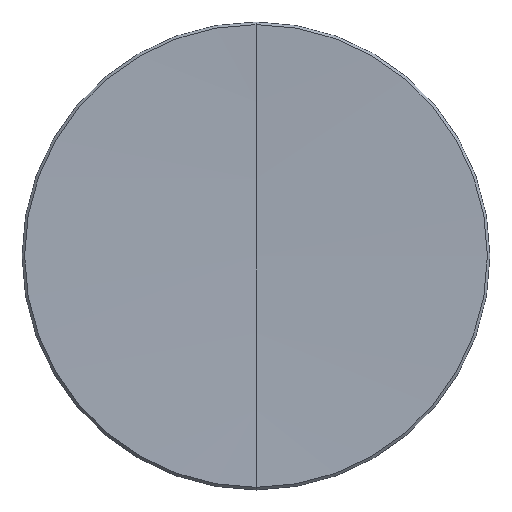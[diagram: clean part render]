
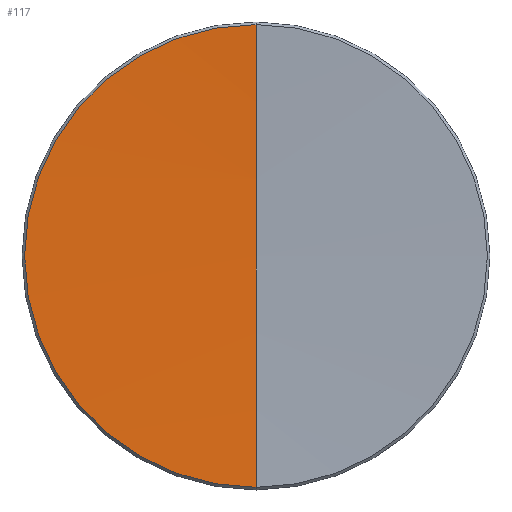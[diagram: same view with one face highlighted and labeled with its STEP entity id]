
A CAD part, top view. The second image highlights one B-rep face of the part: STEP entity #117.
In plain terms, the highlighted spherical face has radius 330.6 mm.
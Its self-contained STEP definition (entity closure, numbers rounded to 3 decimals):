
#21 = EDGE_LOOP ( 'NONE', ( #24, #29, #26 ) ) ;
#24 = ORIENTED_EDGE ( 'NONE', *, *, #102, .F. ) ;
#26 = ORIENTED_EDGE ( 'NONE', *, *, #38, .F. ) ;
#29 = ORIENTED_EDGE ( 'NONE', *, *, #51, .T. ) ;
#38 = EDGE_CURVE ( 'NONE', #77, #42, #168, .T. ) ;
#42 = VERTEX_POINT ( 'NONE', #164 ) ;
#46 = VERTEX_POINT ( 'NONE', #202 ) ;
#51 = EDGE_CURVE ( 'NONE', #46, #42, #288, .T. ) ;
#77 = VERTEX_POINT ( 'NONE', #243 ) ;
#102 = EDGE_CURVE ( 'NONE', #46, #77, #362, .T. ) ;
#117 = ADVANCED_FACE ( 'NONE', ( #413 ), #331, .F. ) ;
#164 = CARTESIAN_POINT ( 'NONE',  ( 0., 0., 1.3 ) ) ;
#167 = AXIS2_PLACEMENT_3D ( 'NONE', #198, #197, #173 ) ;
#168 = CIRCLE ( 'NONE', #167, 330.6 ) ;
#173 = DIRECTION ( 'NONE',  ( 0., 0., 1. ) ) ;
#197 = DIRECTION ( 'NONE',  ( -1., 0., 0. ) ) ;
#198 = CARTESIAN_POINT ( 'NONE',  ( 0., 0., 331.9 ) ) ;
#202 = CARTESIAN_POINT ( 'NONE',  ( 0., -12.559, 1.539 ) ) ;
#243 = CARTESIAN_POINT ( 'NONE',  ( 0., 12.559, 1.539 ) ) ;
#252 = DIRECTION ( 'NONE',  ( 1., 0., 0. ) ) ;
#253 = CARTESIAN_POINT ( 'NONE',  ( 0., 0., 331.9 ) ) ;
#254 = AXIS2_PLACEMENT_3D ( 'NONE', #253, #252, #263 ) ;
#263 = DIRECTION ( 'NONE',  ( 0., 1., 0. ) ) ;
#288 = CIRCLE ( 'NONE', #254, 330.6 ) ;
#330 = AXIS2_PLACEMENT_3D ( 'NONE', #357, #356, #355 ) ;
#331 = SPHERICAL_SURFACE ( 'NONE', #330, 330.6 ) ;
#355 = DIRECTION ( 'NONE',  ( 0., 1., 0. ) ) ;
#356 = DIRECTION ( 'NONE',  ( 1., 0., 0. ) ) ;
#357 = CARTESIAN_POINT ( 'NONE',  ( 0., 0., 331.9 ) ) ;
#358 = DIRECTION ( 'NONE',  ( 0., 1., 0. ) ) ;
#359 = DIRECTION ( 'NONE',  ( 0., 0., -1. ) ) ;
#360 = CARTESIAN_POINT ( 'NONE',  ( 0., 0., 1.539 ) ) ;
#361 = AXIS2_PLACEMENT_3D ( 'NONE', #360, #359, #358 ) ;
#362 = CIRCLE ( 'NONE', #361, 12.559 ) ;
#413 = FACE_OUTER_BOUND ( 'NONE', #21, .T. ) ;
